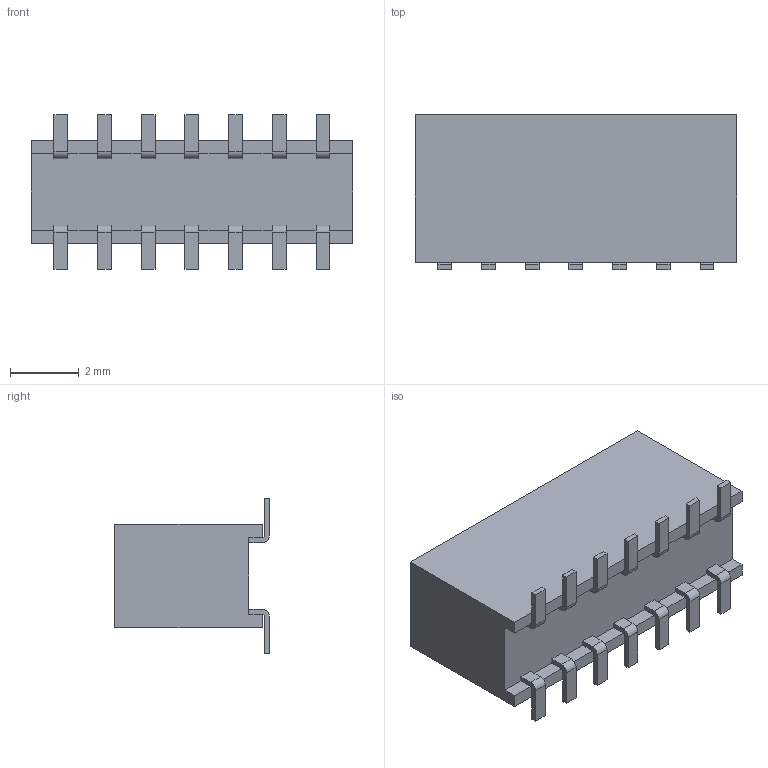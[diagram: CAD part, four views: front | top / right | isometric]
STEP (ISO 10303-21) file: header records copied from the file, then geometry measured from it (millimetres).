
FILE_DESCRIPTION((''),'2;1');
FILE_NAME('20021321-1014XXLFC','2019-09-06T',('KumarP'),('AFCI'),'CREO PARAMETRIC BY PTC INC, 2016130','CREO PARAMETRIC BY PTC INC, 2016130','');
FILE_SCHEMA(('CONFIG_CONTROL_DESIGN'));
Length unit declared in the file: millimetre
Products named in the file (1): 20021321-1014XXLFC
Bounding box: 9.35 x 4.5 x 4.5 mm (x, y, z)
Volume: 112.1 mm3; surface area: 193 mm2
Topology: 1 solids, 1 shells, 206 faces, 542 edges, 352 vertices
Faces by surface type: plane 178, cylinder 28
Entity records: 6276 total; most frequent: CARTESIAN_POINT 1100, ORIENTED_EDGE 1084, DIRECTION 1010, EDGE_CURVE 542, VECTOR 486, LINE 486, VERTEX_POINT 352, AXIS2_PLACEMENT_3D 262
